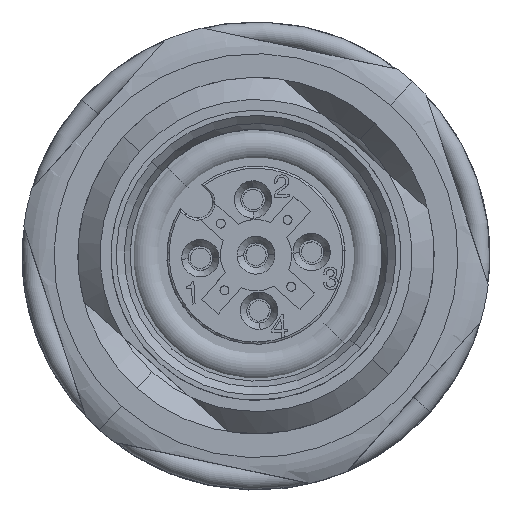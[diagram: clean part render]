
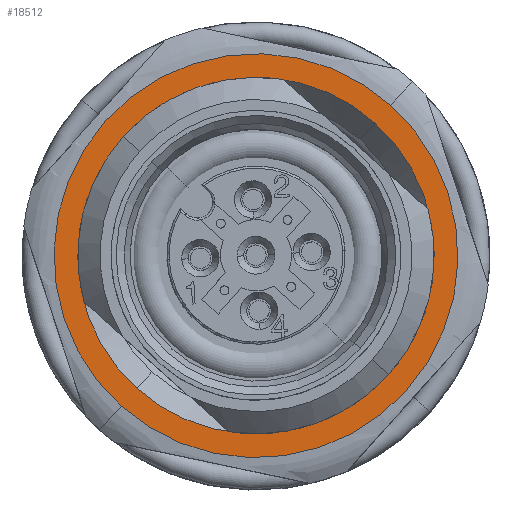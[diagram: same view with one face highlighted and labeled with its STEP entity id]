
A CAD part, top view. The second image highlights one B-rep face of the part: STEP entity #18512.
In plain terms, the highlighted planar face has unit normal (0, 0, 1).
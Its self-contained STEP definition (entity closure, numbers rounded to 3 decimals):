
#18074=AXIS2_PLACEMENT_3D('Circle Axis2P3D',#18072,#18073,$) ;
#18338=AXIS2_PLACEMENT_3D('Circle Axis2P3D',#18336,#18337,$) ;
#18446=AXIS2_PLACEMENT_3D('Plane Axis2P3D',#18443,#18444,#18445) ;
#18067=CARTESIAN_POINT('Vertex',(16.549,17.249,29.9)) ;
#18072=CARTESIAN_POINT('Axis2P3D Location',(10.5,10.5,29.9)) ;
#18076=CARTESIAN_POINT('Vertex',(4.451,3.751,29.9)) ;
#18336=CARTESIAN_POINT('Axis2P3D Location',(10.5,10.5,29.9)) ;
#18443=CARTESIAN_POINT('Axis2P3D Location',(10.5,10.5,29.9)) ;
#18453=CARTESIAN_POINT('Control Point',(15.839,16.457,29.9)) ;
#18454=CARTESIAN_POINT('Control Point',(16.459,15.903,29.9)) ;
#18455=CARTESIAN_POINT('Control Point',(17.006,15.267,29.9)) ;
#18456=CARTESIAN_POINT('Control Point',(17.467,14.564,29.9)) ;
#18457=CARTESIAN_POINT('Control Point',(18.195,13.054,29.9)) ;
#18458=CARTESIAN_POINT('Control Point',(18.514,11.408,29.9)) ;
#18459=CARTESIAN_POINT('Control Point',(18.565,10.568,29.9)) ;
#18460=CARTESIAN_POINT('Control Point',(18.448,8.896,29.9)) ;
#18461=CARTESIAN_POINT('Control Point',(17.907,7.309,29.9)) ;
#18462=CARTESIAN_POINT('Control Point',(17.534,6.555,29.9)) ;
#18463=CARTESIAN_POINT('Control Point',(16.602,5.161,29.9)) ;
#18464=CARTESIAN_POINT('Control Point',(15.345,4.052,29.9)) ;
#18465=CARTESIAN_POINT('Control Point',(14.647,3.582,29.9)) ;
#18466=CARTESIAN_POINT('Control Point',(13.146,2.836,29.9)) ;
#18467=CARTESIAN_POINT('Control Point',(11.503,2.497,29.9)) ;
#18468=CARTESIAN_POINT('Control Point',(10.665,2.436,29.9)) ;
#18469=CARTESIAN_POINT('Control Point',(8.991,2.534,29.9)) ;
#18470=CARTESIAN_POINT('Control Point',(7.397,3.055,29.9)) ;
#18471=CARTESIAN_POINT('Control Point',(6.639,3.419,29.9)) ;
#18472=CARTESIAN_POINT('Control Point',(5.904,3.898,29.9)) ;
#18473=CARTESIAN_POINT('Control Point',(5.246,4.467,29.9)) ;
#18474=CARTESIAN_POINT('Control Point',(5.218,4.492,29.9)) ;
#18475=CARTESIAN_POINT('Control Point',(5.189,4.517,29.9)) ;
#18476=CARTESIAN_POINT('Control Point',(5.161,4.543,29.9)) ;
#18477=CARTESIAN_POINT('Vertex',(15.839,16.457,29.9)) ;
#18479=CARTESIAN_POINT('Vertex',(5.161,4.543,29.9)) ;
#18483=CARTESIAN_POINT('Control Point',(5.161,4.543,29.9)) ;
#18484=CARTESIAN_POINT('Control Point',(4.541,5.097,29.9)) ;
#18485=CARTESIAN_POINT('Control Point',(3.994,5.733,29.9)) ;
#18486=CARTESIAN_POINT('Control Point',(3.533,6.436,29.9)) ;
#18487=CARTESIAN_POINT('Control Point',(2.805,7.946,29.9)) ;
#18488=CARTESIAN_POINT('Control Point',(2.486,9.592,29.9)) ;
#18489=CARTESIAN_POINT('Control Point',(2.435,10.432,29.9)) ;
#18490=CARTESIAN_POINT('Control Point',(2.552,12.104,29.9)) ;
#18491=CARTESIAN_POINT('Control Point',(3.093,13.691,29.9)) ;
#18492=CARTESIAN_POINT('Control Point',(3.466,14.445,29.9)) ;
#18493=CARTESIAN_POINT('Control Point',(4.398,15.839,29.9)) ;
#18494=CARTESIAN_POINT('Control Point',(5.655,16.948,29.9)) ;
#18495=CARTESIAN_POINT('Control Point',(6.353,17.418,29.9)) ;
#18496=CARTESIAN_POINT('Control Point',(7.854,18.164,29.9)) ;
#18497=CARTESIAN_POINT('Control Point',(9.497,18.503,29.9)) ;
#18498=CARTESIAN_POINT('Control Point',(10.335,18.564,29.9)) ;
#18499=CARTESIAN_POINT('Control Point',(12.009,18.466,29.9)) ;
#18500=CARTESIAN_POINT('Control Point',(13.603,17.945,29.9)) ;
#18501=CARTESIAN_POINT('Control Point',(14.361,17.581,29.9)) ;
#18502=CARTESIAN_POINT('Control Point',(15.096,17.102,29.9)) ;
#18503=CARTESIAN_POINT('Control Point',(15.754,16.533,29.9)) ;
#18504=CARTESIAN_POINT('Control Point',(15.782,16.508,29.9)) ;
#18505=CARTESIAN_POINT('Control Point',(15.811,16.483,29.9)) ;
#18506=CARTESIAN_POINT('Control Point',(15.839,16.457,29.9)) ;
#18073=DIRECTION('Axis2P3D Direction',(-0.,0.,-1.)) ;
#18337=DIRECTION('Axis2P3D Direction',(-0.,0.,-1.)) ;
#18444=DIRECTION('Axis2P3D Direction',(0.,-0.,1.)) ;
#18445=DIRECTION('Axis2P3D XDirection',(0.667,0.745,0.)) ;
#18449=ORIENTED_EDGE('',*,*,#18078,.F.) ;
#18450=ORIENTED_EDGE('',*,*,#18340,.F.) ;
#18509=ORIENTED_EDGE('',*,*,#18481,.T.) ;
#18510=ORIENTED_EDGE('',*,*,#18507,.T.) ;
#18511=FACE_BOUND('',#18508,.T.) ;
#18512=ADVANCED_FACE('Hauptkoerper',(#18451,#18511),#18447,.T.) ;
#18452=B_SPLINE_CURVE_WITH_KNOTS('',5,(#18453,#18454,#18455,#18456,#18457,#18458,#18459,#18460,#18461,#18462,#18463,#18464,#18465,#18466,#18467,#18468,#18469,#18470,#18471,#18472,#18473,#18474,#18475,#18476),.UNSPECIFIED.,.F.,.U.,(6,3,3,3,3,3,3,6),(0.,5.879,11.757,17.636,23.515,29.393,35.272,35.543),.UNSPECIFIED.) ;
#18482=B_SPLINE_CURVE_WITH_KNOTS('',5,(#18483,#18484,#18485,#18486,#18487,#18488,#18489,#18490,#18491,#18492,#18493,#18494,#18495,#18496,#18497,#18498,#18499,#18500,#18501,#18502,#18503,#18504,#18505,#18506),.UNSPECIFIED.,.F.,.U.,(6,3,3,3,3,3,3,6),(0.,5.879,11.757,17.636,23.515,29.393,35.272,35.543),.UNSPECIFIED.) ;
#18075=CIRCLE('generated circle',#18074,9.063) ;
#18339=CIRCLE('generated circle',#18338,9.063) ;
#18078=EDGE_CURVE('',#18068,#18077,#18075,.T.) ;
#18340=EDGE_CURVE('',#18077,#18068,#18339,.T.) ;
#18481=EDGE_CURVE('',#18478,#18480,#18452,.T.) ;
#18507=EDGE_CURVE('',#18480,#18478,#18482,.T.) ;
#18448=EDGE_LOOP('',(#18449,#18450)) ;
#18508=EDGE_LOOP('',(#18509,#18510)) ;
#18451=FACE_OUTER_BOUND('',#18448,.T.) ;
#18447=PLANE('',#18446) ;
#18068=VERTEX_POINT('',#18067) ;
#18077=VERTEX_POINT('',#18076) ;
#18478=VERTEX_POINT('',#18477) ;
#18480=VERTEX_POINT('',#18479) ;
